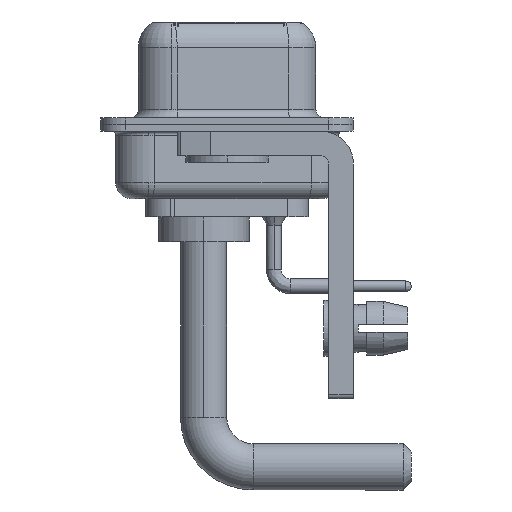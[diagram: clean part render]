
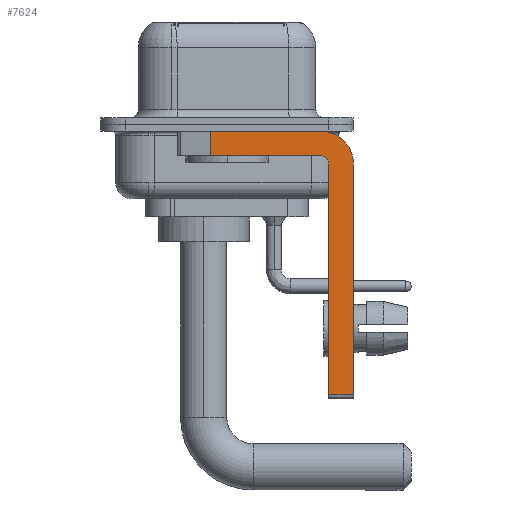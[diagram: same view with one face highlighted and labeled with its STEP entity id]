
A CAD part, left-side view. The second image highlights one B-rep face of the part: STEP entity #7624.
In plain terms, the highlighted planar face has unit normal (-1, 0, 0).
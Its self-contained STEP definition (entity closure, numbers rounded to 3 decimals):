
#2 = VECTOR ( 'NONE', #19926, 1000. ) ;
#14 = VERTEX_POINT ( 'NONE', #16069 ) ;
#914 = EDGE_CURVE ( 'NONE', #4366, #20374, #12534, .T. ) ;
#1643 = VECTOR ( 'NONE', #7847, 1000. ) ;
#1663 = ORIENTED_EDGE ( 'NONE', *, *, #8185, .F. ) ;
#1953 = LINE ( 'NONE', #7313, #16003 ) ;
#2572 = ORIENTED_EDGE ( 'NONE', *, *, #9923, .F. ) ;
#3524 = CIRCLE ( 'NONE', #10375, 0.5 ) ;
#3776 = DIRECTION ( 'NONE',  ( 0., 0., -1. ) ) ;
#4005 = CARTESIAN_POINT ( 'NONE',  ( -2.9, 0.978, -0.4 ) ) ;
#4332 = CARTESIAN_POINT ( 'NONE',  ( -2.9, -7.65, -16.35 ) ) ;
#4366 = VERTEX_POINT ( 'NONE', #4005 ) ;
#4402 = ORIENTED_EDGE ( 'NONE', *, *, #7027, .F. ) ;
#4475 = DIRECTION ( 'NONE',  ( 0., 0., -1. ) ) ;
#4649 = VECTOR ( 'NONE', #4475, 1000. ) ;
#5355 = CARTESIAN_POINT ( 'NONE',  ( -2.9, -5.65, -1.9 ) ) ;
#5865 = EDGE_CURVE ( 'NONE', #14, #12160, #1953, .T. ) ;
#6200 = EDGE_CURVE ( 'NONE', #7447, #20374, #21732, .T. ) ;
#6867 = CARTESIAN_POINT ( 'NONE',  ( -2.9, 0.978, -1.9 ) ) ;
#7027 = EDGE_CURVE ( 'NONE', #4366, #14412, #15684, .T. ) ;
#7118 = EDGE_LOOP ( 'NONE', ( #4402, #12674, #21529, #9047, #2572, #9756, #1663, #13455 ) ) ;
#7313 = CARTESIAN_POINT ( 'NONE',  ( -2.9, -5.65, -16.35 ) ) ;
#7376 = CARTESIAN_POINT ( 'NONE',  ( -2.9, -7.65, -2.4 ) ) ;
#7447 = VERTEX_POINT ( 'NONE', #11812 ) ;
#7605 = LINE ( 'NONE', #7376, #4649 ) ;
#7624 = ADVANCED_FACE ( 'NONE', ( #21286 ), #14085, .F. ) ;
#7847 = DIRECTION ( 'NONE',  ( 0., 0., 1. ) ) ;
#8154 = CIRCLE ( 'NONE', #11973, 2. ) ;
#8185 = EDGE_CURVE ( 'NONE', #10766, #12160, #7605, .T. ) ;
#8246 = EDGE_CURVE ( 'NONE', #14571, #7447, #3524, .T. ) ;
#9047 = ORIENTED_EDGE ( 'NONE', *, *, #8246, .F. ) ;
#9756 = ORIENTED_EDGE ( 'NONE', *, *, #5865, .T. ) ;
#9923 = EDGE_CURVE ( 'NONE', #14, #14571, #19195, .T. ) ;
#10375 = AXIS2_PLACEMENT_3D ( 'NONE', #18599, #20513, #18132 ) ;
#10766 = VERTEX_POINT ( 'NONE', #23050 ) ;
#11629 = EDGE_CURVE ( 'NONE', #14412, #10766, #8154, .T. ) ;
#11779 = CARTESIAN_POINT ( 'NONE',  ( -2.9, -6.15, -16.6 ) ) ;
#11812 = CARTESIAN_POINT ( 'NONE',  ( -2.9, -5.65, -1.9 ) ) ;
#11973 = AXIS2_PLACEMENT_3D ( 'NONE', #14847, #12720, #3776 ) ;
#12160 = VERTEX_POINT ( 'NONE', #4332 ) ;
#12534 = LINE ( 'NONE', #21402, #14398 ) ;
#12674 = ORIENTED_EDGE ( 'NONE', *, *, #914, .T. ) ;
#12720 = DIRECTION ( 'NONE',  ( 1., 0., 0. ) ) ;
#13455 = ORIENTED_EDGE ( 'NONE', *, *, #11629, .F. ) ;
#13880 = CARTESIAN_POINT ( 'NONE',  ( -2.9, 3., -0.4 ) ) ;
#14085 = PLANE ( 'NONE',  #14129 ) ;
#14129 = AXIS2_PLACEMENT_3D ( 'NONE', #23300, #14442, #14324 ) ;
#14324 = DIRECTION ( 'NONE',  ( 0., 0., -1. ) ) ;
#14398 = VECTOR ( 'NONE', #17573, 1000. ) ;
#14412 = VERTEX_POINT ( 'NONE', #18822 ) ;
#14442 = DIRECTION ( 'NONE',  ( 1., 0., 0. ) ) ;
#14571 = VERTEX_POINT ( 'NONE', #15822 ) ;
#14847 = CARTESIAN_POINT ( 'NONE',  ( -2.9, -5.65, -2.4 ) ) ;
#15684 = LINE ( 'NONE', #13880, #19095 ) ;
#15822 = CARTESIAN_POINT ( 'NONE',  ( -2.9, -6.15, -2.4 ) ) ;
#16003 = VECTOR ( 'NONE', #20204, 1000. ) ;
#16069 = CARTESIAN_POINT ( 'NONE',  ( -2.9, -6.15, -16.35 ) ) ;
#17573 = DIRECTION ( 'NONE',  ( 0., 0., -1. ) ) ;
#18132 = DIRECTION ( 'NONE',  ( 0., 0., 1. ) ) ;
#18599 = CARTESIAN_POINT ( 'NONE',  ( -2.9, -5.65, -2.4 ) ) ;
#18822 = CARTESIAN_POINT ( 'NONE',  ( -2.9, -5.65, -0.4 ) ) ;
#19095 = VECTOR ( 'NONE', #19631, 1000. ) ;
#19195 = LINE ( 'NONE', #11779, #1643 ) ;
#19631 = DIRECTION ( 'NONE',  ( 0., -1., 0. ) ) ;
#19926 = DIRECTION ( 'NONE',  ( 0., 1., 0. ) ) ;
#20204 = DIRECTION ( 'NONE',  ( 0., -1., 0. ) ) ;
#20374 = VERTEX_POINT ( 'NONE', #6867 ) ;
#20513 = DIRECTION ( 'NONE',  ( -1., 0., 0. ) ) ;
#21286 = FACE_OUTER_BOUND ( 'NONE', #7118, .T. ) ;
#21402 = CARTESIAN_POINT ( 'NONE',  ( -2.9, 0.978, -1.9 ) ) ;
#21529 = ORIENTED_EDGE ( 'NONE', *, *, #6200, .F. ) ;
#21732 = LINE ( 'NONE', #5355, #2 ) ;
#23050 = CARTESIAN_POINT ( 'NONE',  ( -2.9, -7.65, -2.4 ) ) ;
#23300 = CARTESIAN_POINT ( 'NONE',  ( -2.9, -5.65, -2.4 ) ) ;
